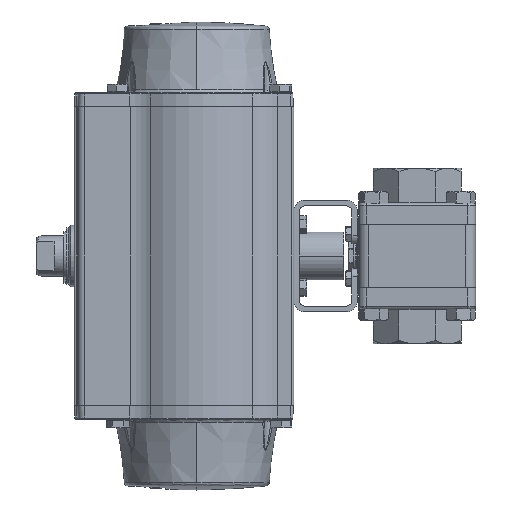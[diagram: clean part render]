
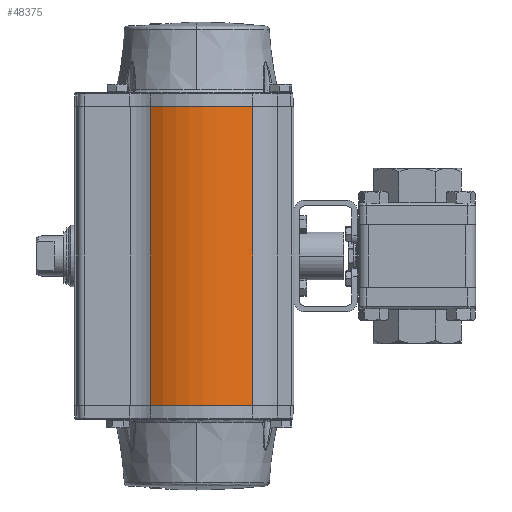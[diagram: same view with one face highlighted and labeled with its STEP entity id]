
A CAD part, left-side view. The second image highlights one B-rep face of the part: STEP entity #48375.
In plain terms, the highlighted cylindrical face has radius 68 mm (diameter 136 mm), a partial arc.
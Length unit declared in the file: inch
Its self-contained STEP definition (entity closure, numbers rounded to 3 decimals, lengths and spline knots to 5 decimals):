
#2585 = AXIS2_PLACEMENT_3D ( 'NONE', #57871, #57809, #57628 ) ;
#3120 = EDGE_CURVE ( 'NONE', #19122, #26676, #28017, .T. ) ;
#3880 = CARTESIAN_POINT ( 'NONE',  ( 0., 6.8915, -4.6752 ) ) ;
#4320 = ORIENTED_EDGE ( 'NONE', *, *, #28601, .T. ) ;
#4627 = VERTEX_POINT ( 'NONE', #21937 ) ;
#4818 = CARTESIAN_POINT ( 'NONE',  ( -2.25374, 8.33645, -4.6752 ) ) ;
#5491 = ORIENTED_EDGE ( 'NONE', *, *, #3120, .T. ) ;
#7868 = VERTEX_POINT ( 'NONE', #69957 ) ;
#9135 = VECTOR ( 'NONE', #51425, 39.37008 ) ;
#11752 = ORIENTED_EDGE ( 'NONE', *, *, #41109, .T. ) ;
#13117 = CYLINDRICAL_SURFACE ( 'NONE', #32923, 2.67717 ) ;
#18498 = CARTESIAN_POINT ( 'NONE',  ( -2.02153, 5.13633, -4.6752 ) ) ;
#19122 = VERTEX_POINT ( 'NONE', #33449 ) ;
#21937 = CARTESIAN_POINT ( 'NONE',  ( -2.02153, 5.13633, 4.6752 ) ) ;
#25776 = DIRECTION ( 'NONE',  ( 0., -1., 0. ) ) ;
#26676 = VERTEX_POINT ( 'NONE', #70381 ) ;
#28017 = CIRCLE ( 'NONE', #2585, 2.67717 ) ;
#28601 = EDGE_CURVE ( 'NONE', #4627, #7868, #67237, .T. ) ;
#29385 = FACE_OUTER_BOUND ( 'NONE', #52683, .T. ) ;
#30706 = LINE ( 'NONE', #4818, #58316 ) ;
#32435 = CARTESIAN_POINT ( 'NONE',  ( 0., 6.8915, 4.6752 ) ) ;
#32923 = AXIS2_PLACEMENT_3D ( 'NONE', #3880, #36861, #25776 ) ;
#33449 = CARTESIAN_POINT ( 'NONE',  ( -2.25374, 8.33645, -4.6752 ) ) ;
#36861 = DIRECTION ( 'NONE',  ( 0., 0., 1. ) ) ;
#37796 = DIRECTION ( 'NONE',  ( 0., 0., -1. ) ) ;
#37999 = DIRECTION ( 'NONE',  ( 0., -1., 0. ) ) ;
#41109 = EDGE_CURVE ( 'NONE', #7868, #19122, #30706, .T. ) ;
#44093 = EDGE_CURVE ( 'NONE', #26676, #4627, #65948, .T. ) ;
#47480 = ORIENTED_EDGE ( 'NONE', *, *, #44093, .T. ) ;
#48375 = ADVANCED_FACE ( 'NONE', ( #29385 ), #13117, .T. ) ;
#51425 = DIRECTION ( 'NONE',  ( 0., 0., 1. ) ) ;
#52683 = EDGE_LOOP ( 'NONE', ( #5491, #47480, #4320, #11752 ) ) ;
#57628 = DIRECTION ( 'NONE',  ( 0., -1., 0. ) ) ;
#57809 = DIRECTION ( 'NONE',  ( 0., 0., 1. ) ) ;
#57871 = CARTESIAN_POINT ( 'NONE',  ( 0., 6.8915, -4.6752 ) ) ;
#58316 = VECTOR ( 'NONE', #37796, 39.37008 ) ;
#65948 = LINE ( 'NONE', #18498, #9135 ) ;
#66440 = AXIS2_PLACEMENT_3D ( 'NONE', #32435, #70953, #37999 ) ;
#67237 = CIRCLE ( 'NONE', #66440, 2.67717 ) ;
#69957 = CARTESIAN_POINT ( 'NONE',  ( -2.25374, 8.33645, 4.6752 ) ) ;
#70381 = CARTESIAN_POINT ( 'NONE',  ( -2.02153, 5.13633, -4.6752 ) ) ;
#70953 = DIRECTION ( 'NONE',  ( 0., 0., -1. ) ) ;
